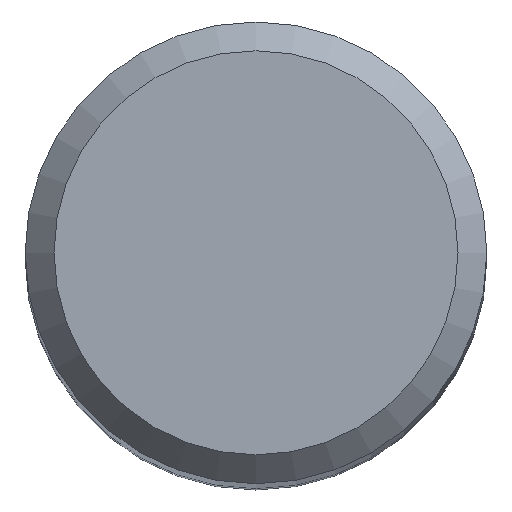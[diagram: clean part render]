
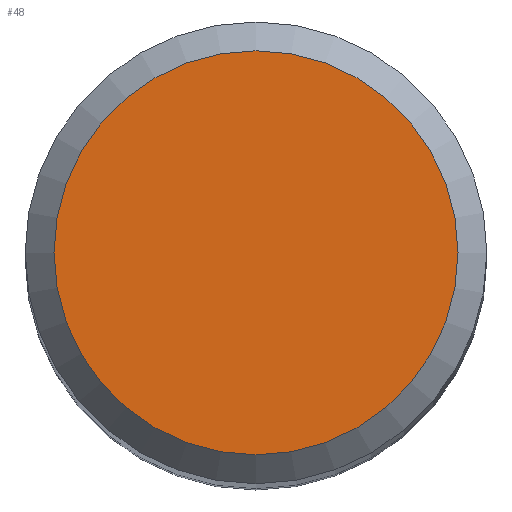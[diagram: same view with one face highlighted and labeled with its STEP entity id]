
A CAD part, top view. The second image highlights one B-rep face of the part: STEP entity #48.
In plain terms, the highlighted planar face has unit normal (0, 0, 1).
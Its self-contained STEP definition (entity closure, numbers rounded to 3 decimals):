
#33 = DIRECTION ( 'NONE',  ( 0., 0., -1. ) ) ;
#47 = DIRECTION ( 'NONE',  ( 0., 0., -1. ) ) ;
#48 = ADVANCED_FACE ( 'NONE', ( #219 ), #102, .F. ) ;
#66 = CIRCLE ( 'NONE', #214, 3.5 ) ;
#68 = EDGE_CURVE ( 'NONE', #70, #70, #66, .T. ) ;
#70 = VERTEX_POINT ( 'NONE', #187 ) ;
#80 = EDGE_LOOP ( 'NONE', ( #149 ) ) ;
#84 = CARTESIAN_POINT ( 'NONE',  ( 0., 0., 63. ) ) ;
#102 = PLANE ( 'NONE',  #186 ) ;
#149 = ORIENTED_EDGE ( 'NONE', *, *, #68, .F. ) ;
#185 = CARTESIAN_POINT ( 'NONE',  ( 0., 0., 63. ) ) ;
#186 = AXIS2_PLACEMENT_3D ( 'NONE', #185, #47, #218 ) ;
#187 = CARTESIAN_POINT ( 'NONE',  ( 0., 3.5, 63. ) ) ;
#214 = AXIS2_PLACEMENT_3D ( 'NONE', #84, #33, #217 ) ;
#217 = DIRECTION ( 'NONE',  ( 0., 1., 0. ) ) ;
#218 = DIRECTION ( 'NONE',  ( 0., 1., 0. ) ) ;
#219 = FACE_OUTER_BOUND ( 'NONE', #80, .T. ) ;
